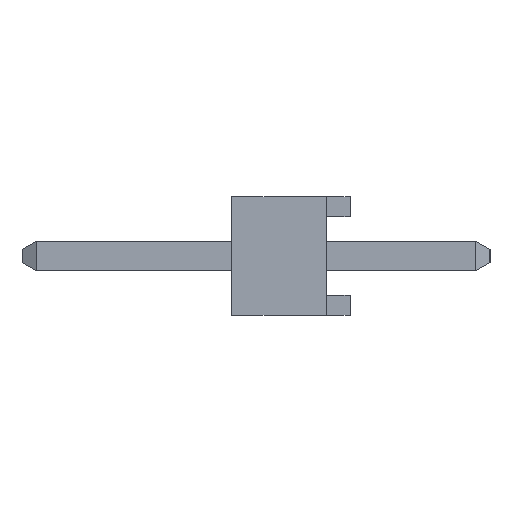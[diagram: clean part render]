
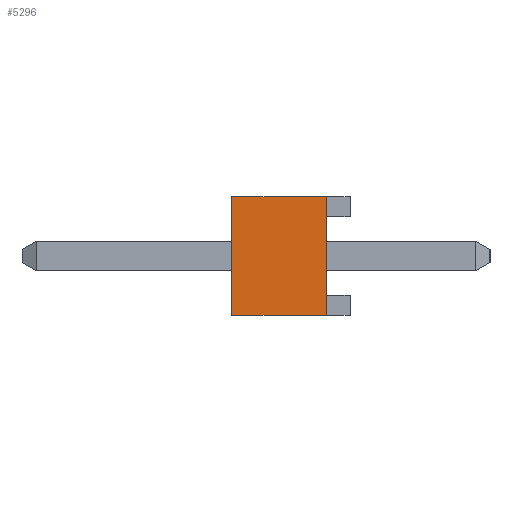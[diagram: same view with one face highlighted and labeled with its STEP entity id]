
A CAD part, left-side view. The second image highlights one B-rep face of the part: STEP entity #5296.
In plain terms, the highlighted planar face has unit normal (-1, 0, 0).
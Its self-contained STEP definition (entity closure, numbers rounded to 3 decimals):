
#63 = ORIENTED_EDGE ( 'NONE', *, *, #11166, .F. ) ;
#685 = DIRECTION ( 'NONE',  ( 0., 0., -1. ) ) ;
#754 = VERTEX_POINT ( 'NONE', #18437 ) ;
#881 = EDGE_CURVE ( 'NONE', #9038, #754, #3809, .T. ) ;
#1248 = DIRECTION ( 'NONE',  ( 0., -1., 0. ) ) ;
#1967 = CARTESIAN_POINT ( 'NONE',  ( -38.1, 2.54, 1.27 ) ) ;
#2421 = EDGE_LOOP ( 'NONE', ( #17315, #13851, #63, #13380 ) ) ;
#2837 = CARTESIAN_POINT ( 'NONE',  ( -38.1, 2.54, 1.27 ) ) ;
#3809 = LINE ( 'NONE', #18455, #7318 ) ;
#3821 = CARTESIAN_POINT ( 'NONE',  ( -38.1, 2.54, 1.27 ) ) ;
#5148 = VECTOR ( 'NONE', #685, 1000. ) ;
#5296 = ADVANCED_FACE ( 'NONE', ( #7254 ), #15856, .F. ) ;
#5325 = DIRECTION ( 'NONE',  ( 0., 1., 0. ) ) ;
#5587 = VECTOR ( 'NONE', #12208, 1000. ) ;
#5829 = EDGE_CURVE ( 'NONE', #7981, #9038, #9621, .T. ) ;
#6611 = CARTESIAN_POINT ( 'NONE',  ( -38.1, 0.508, 1.27 ) ) ;
#6619 = CARTESIAN_POINT ( 'NONE',  ( -38.1, 2.54, -1.27 ) ) ;
#7254 = FACE_OUTER_BOUND ( 'NONE', #2421, .T. ) ;
#7318 = VECTOR ( 'NONE', #9425, 1000. ) ;
#7616 = CARTESIAN_POINT ( 'NONE',  ( -38.1, 2.54, 1.27 ) ) ;
#7981 = VERTEX_POINT ( 'NONE', #1967 ) ;
#9038 = VERTEX_POINT ( 'NONE', #6619 ) ;
#9425 = DIRECTION ( 'NONE',  ( 0., -1., 0. ) ) ;
#9621 = LINE ( 'NONE', #7616, #5587 ) ;
#11166 = EDGE_CURVE ( 'NONE', #7981, #14910, #12242, .T. ) ;
#11766 = VECTOR ( 'NONE', #1248, 1000. ) ;
#12208 = DIRECTION ( 'NONE',  ( 0., 0., -1. ) ) ;
#12242 = LINE ( 'NONE', #2837, #11766 ) ;
#13380 = ORIENTED_EDGE ( 'NONE', *, *, #5829, .T. ) ;
#13851 = ORIENTED_EDGE ( 'NONE', *, *, #19146, .F. ) ;
#14398 = DIRECTION ( 'NONE',  ( 1., 0., 0. ) ) ;
#14910 = VERTEX_POINT ( 'NONE', #6611 ) ;
#15616 = AXIS2_PLACEMENT_3D ( 'NONE', #3821, #14398, #5325 ) ;
#15856 = PLANE ( 'NONE',  #15616 ) ;
#17254 = LINE ( 'NONE', #18850, #5148 ) ;
#17315 = ORIENTED_EDGE ( 'NONE', *, *, #881, .T. ) ;
#18437 = CARTESIAN_POINT ( 'NONE',  ( -38.1, 0.508, -1.27 ) ) ;
#18455 = CARTESIAN_POINT ( 'NONE',  ( -38.1, 2.54, -1.27 ) ) ;
#18850 = CARTESIAN_POINT ( 'NONE',  ( -38.1, 0.508, 1.27 ) ) ;
#19146 = EDGE_CURVE ( 'NONE', #14910, #754, #17254, .T. ) ;
